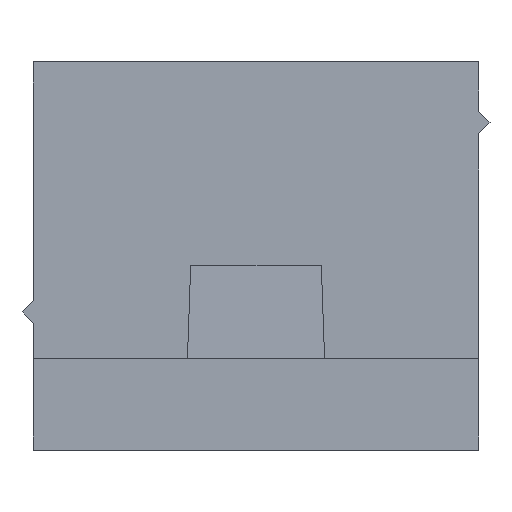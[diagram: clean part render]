
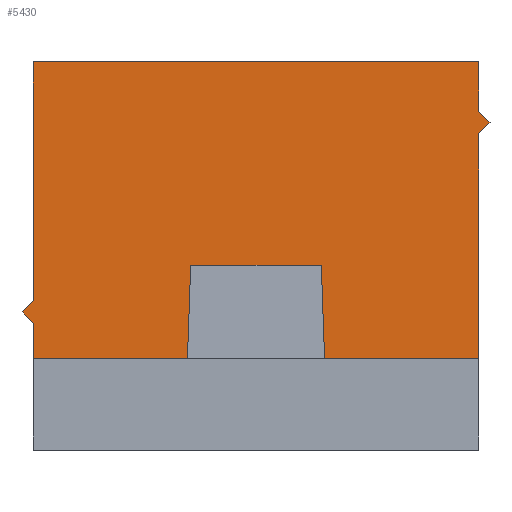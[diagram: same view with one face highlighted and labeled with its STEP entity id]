
A CAD part, left-side view. The second image highlights one B-rep face of the part: STEP entity #5430.
In plain terms, the highlighted face is planar.
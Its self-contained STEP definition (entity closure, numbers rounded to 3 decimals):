
#1210=CARTESIAN_POINT('',(1.078,19.,
15.));
#1220=DIRECTION('',(1.,0.,0.));
#1230=VECTOR('',#1220,1.);
#1240=LINE('',#1210,#1230);
#1250=CARTESIAN_POINT('',(-56.15,19.,
15.));
#1260=VERTEX_POINT('',#1250);
#1270=CARTESIAN_POINT('',(-36.65,19.,
15.));
#1280=VERTEX_POINT('',#1270);
#1290=EDGE_CURVE('',#1260,#1280,#1240,.T.);
#1820=CARTESIAN_POINT('',(-44.897,19.,
2.));
#1830=VERTEX_POINT('',#1820);
#1860=CARTESIAN_POINT('',(-44.827,19.,
0.));
#1870=DIRECTION('',(0.035,0.,
-0.999));
#1880=VECTOR('',#1870,1.);
#1890=LINE('',#1860,#1880);
#1900=CARTESIAN_POINT('',(-45.04,19.,
6.1));
#1910=VERTEX_POINT('',#1900);
#1920=EDGE_CURVE('',#1910,#1830,#1890,.T.);
#2880=CARTESIAN_POINT('',(-36.65,19.,
2.));
#2890=VERTEX_POINT('',#2880);
#2920=CARTESIAN_POINT('',(1.078,19.,
2.));
#2930=DIRECTION('',(1.,0.,0.));
#2940=VECTOR('',#2930,1.);
#2950=LINE('',#2920,#2940);
#2960=EDGE_CURVE('',#1830,#2890,#2950,.T.);
#3430=CARTESIAN_POINT('',(-47.903,19.,
2.));
#3440=VERTEX_POINT('',#3430);
#3470=CARTESIAN_POINT('',(-56.15,19.,
2.));
#3480=VERTEX_POINT('',#3470);
#3490=EDGE_CURVE('',#3480,#3440,#2950,.T.);
#4580=CARTESIAN_POINT('',(-46.4,19.,
5.75));
#4590=DIRECTION('',(0.,-1.,0.));
#4600=DIRECTION('',(1.,0.,0.));
#4610=AXIS2_PLACEMENT_3D('',#4580,#4590,#4600);
#4620=PLANE('',#4610);
#4630=ORIENTED_EDGE('',*,*,#1290,.T.);
#4640=CARTESIAN_POINT('',(-56.15,19.,
0.));
#4650=DIRECTION('',(0.,0.,-1.));
#4660=VECTOR('',#4650,1.);
#4670=LINE('',#4640,#4660);
#4680=CARTESIAN_POINT('',(-56.15,19.,12.85));
#4690=VERTEX_POINT('',#4680);
#4700=EDGE_CURVE('',#1260,#4690,#4670,.T.);
#4710=ORIENTED_EDGE('',*,*,#4700,.F.);
#4720=CARTESIAN_POINT('',(1.078,19.,
70.078));
#4730=DIRECTION('',(0.707,0.,
0.707));
#4740=VECTOR('',#4730,1.);
#4750=LINE('',#4720,#4740);
#4760=CARTESIAN_POINT('',(-56.65,19.,
12.35));
#4770=VERTEX_POINT('',#4760);
#4780=EDGE_CURVE('',#4770,#4690,#4750,.T.);
#4790=ORIENTED_EDGE('',*,*,#4780,.T.);
#4800=CARTESIAN_POINT('',(-44.3,19.,
0.));
#4810=DIRECTION('',(-0.707,0.,
0.707));
#4820=VECTOR('',#4810,1.);
#4830=LINE('',#4800,#4820);
#4840=CARTESIAN_POINT('',(-56.15,19.,11.85));
#4850=VERTEX_POINT('',#4840);
#4860=EDGE_CURVE('',#4850,#4770,#4830,.T.);
#4870=ORIENTED_EDGE('',*,*,#4860,.T.);
#4880=CARTESIAN_POINT('',(-56.15,19.,
0.));
#4890=DIRECTION('',(0.,0.,-1.));
#4900=VECTOR('',#4890,1.);
#4910=LINE('',#4880,#4900);
#4920=EDGE_CURVE('',#4850,#3480,#4910,.T.);
#4930=ORIENTED_EDGE('',*,*,#4920,.F.);
#4940=ORIENTED_EDGE('',*,*,#3490,.F.);
#4950=CARTESIAN_POINT('',(-47.973,19.,
0.));
#4960=DIRECTION('',(0.035,0.,
0.999));
#4970=VECTOR('',#4960,1.);
#4980=LINE('',#4950,#4970);
#4990=CARTESIAN_POINT('',(-47.76,19.,
6.1));
#5000=VERTEX_POINT('',#4990);
#5010=EDGE_CURVE('',#3440,#5000,#4980,.T.);
#5020=ORIENTED_EDGE('',*,*,#5010,.F.);
#5030=CARTESIAN_POINT('',(1.078,19.,
6.1));
#5040=DIRECTION('',(-1.,0.,0.));
#5050=VECTOR('',#5040,1.);
#5060=LINE('',#5030,#5050);
#5070=EDGE_CURVE('',#1910,#5000,#5060,.T.);
#5080=ORIENTED_EDGE('',*,*,#5070,.T.);
#5090=ORIENTED_EDGE('',*,*,#1920,.F.);
#5100=ORIENTED_EDGE('',*,*,#2960,.F.);
#5110=CARTESIAN_POINT('',(-36.65,19.,
0.));
#5120=DIRECTION('',(0.,0.,1.));
#5130=VECTOR('',#5120,1.);
#5140=LINE('',#5110,#5130);
#5150=CARTESIAN_POINT('',(-36.65,19.,
3.55));
#5160=VERTEX_POINT('',#5150);
#5170=EDGE_CURVE('',#2890,#5160,#5140,.T.);
#5180=ORIENTED_EDGE('',*,*,#5170,.F.);
#5190=CARTESIAN_POINT('',(0.578,19.,
40.778));
#5200=DIRECTION('',(-0.707,0.,
-0.707));
#5210=VECTOR('',#5200,1.);
#5220=LINE('',#5190,#5210);
#5230=CARTESIAN_POINT('',(-36.15,19.,
4.05));
#5240=VERTEX_POINT('',#5230);
#5250=EDGE_CURVE('',#5240,#5160,#5220,.T.);
#5260=ORIENTED_EDGE('',*,*,#5250,.T.);
#5270=CARTESIAN_POINT('',(0.578,19.,
-32.678));
#5280=DIRECTION('',(0.707,0.,
-0.707));
#5290=VECTOR('',#5280,1.);
#5300=LINE('',#5270,#5290);
#5310=CARTESIAN_POINT('',(-36.65,19.,
4.55));
#5320=VERTEX_POINT('',#5310);
#5330=EDGE_CURVE('',#5320,#5240,#5300,.T.);
#5340=ORIENTED_EDGE('',*,*,#5330,.T.);
#5350=CARTESIAN_POINT('',(-36.65,19.,
0.));
#5360=DIRECTION('',(0.,0.,1.));
#5370=VECTOR('',#5360,1.);
#5380=LINE('',#5350,#5370);
#5390=EDGE_CURVE('',#5320,#1280,#5380,.T.);
#5400=ORIENTED_EDGE('',*,*,#5390,.F.);
#5410=EDGE_LOOP('',(#5400,#5340,#5260,#5180,#5100,#5090,#5080,#5020,
#4940,#4930,#4870,#4790,#4710,#4630));
#5420=FACE_OUTER_BOUND('',#5410,.T.);
#5430=ADVANCED_FACE('',(#5420),#4620,.F.);
